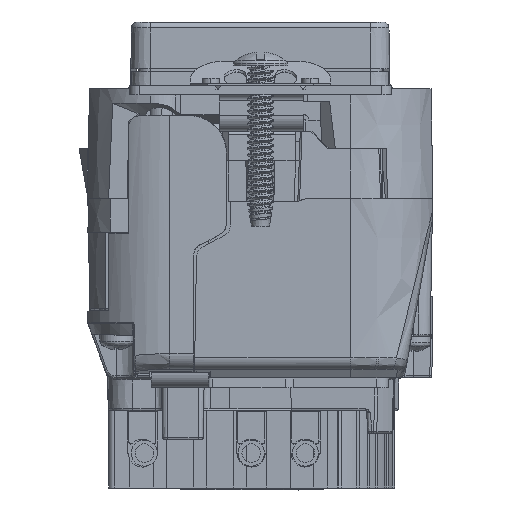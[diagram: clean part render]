
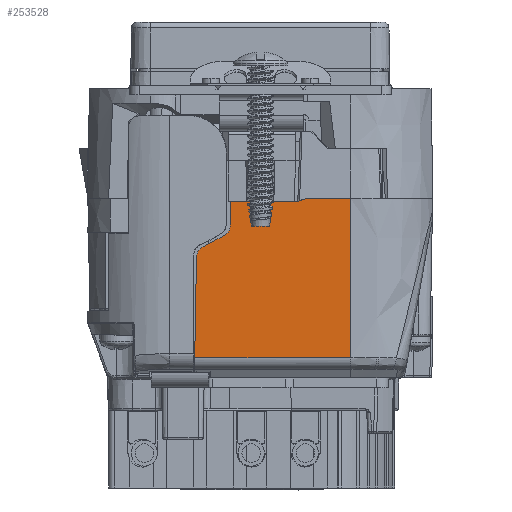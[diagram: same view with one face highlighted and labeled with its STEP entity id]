
A CAD part, front view. The second image highlights one B-rep face of the part: STEP entity #253528.
In plain terms, the highlighted planar face has unit normal (0, -1, -0.018).
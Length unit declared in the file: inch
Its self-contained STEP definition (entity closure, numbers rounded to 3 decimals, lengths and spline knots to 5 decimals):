
#1049 = EDGE_CURVE ( 'NONE', #10743, #24117, #249308, .T. ) ;
#9417 = EDGE_CURVE ( 'NONE', #134024, #130686, #132943, .T. ) ;
#10743 = VERTEX_POINT ( 'NONE', #12500 ) ;
#11133 = VECTOR ( 'NONE', #41609, 39.37008 ) ;
#11678 = CARTESIAN_POINT ( 'NONE',  ( 1.45259, 0.82303, 2.83722 ) ) ;
#12500 = CARTESIAN_POINT ( 'NONE',  ( 1.11005, 0.82303, 2.83722 ) ) ;
#13494 = VECTOR ( 'NONE', #64096, 39.37008 ) ;
#24117 = VERTEX_POINT ( 'NONE', #221959 ) ;
#25535 = CARTESIAN_POINT ( 'NONE',  ( 1.01276, 0.8267, 2.62732 ) ) ;
#31822 = CARTESIAN_POINT ( 'NONE',  ( 0.93921, 0.82793, 2.55689 ) ) ;
#32506 = CARTESIAN_POINT ( 'NONE',  ( 1.71207, 0.83673, 2.05274 ) ) ;
#33363 = CARTESIAN_POINT ( 'NONE',  ( 1.7124, 0.83673, 2.05274 ) ) ;
#34942 = ORIENTED_EDGE ( 'NONE', *, *, #95914, .T. ) ;
#36378 = CARTESIAN_POINT ( 'NONE',  ( 1.71305, 0.83673, 2.05274 ) ) ;
#36438 = LINE ( 'NONE', #189046, #107134 ) ;
#39087 = DIRECTION ( 'NONE',  ( 0., -0.017, 1. ) ) ;
#40793 = EDGE_CURVE ( 'NONE', #24117, #96441, #229180, .T. ) ;
#41609 = DIRECTION ( 'NONE',  ( -1., 0., 0. ) ) ;
#49775 = VERTEX_POINT ( 'NONE', #36378 ) ;
#52282 = CARTESIAN_POINT ( 'NONE',  ( 1.71273, 0.83673, 2.05274 ) ) ;
#54687 = VERTEX_POINT ( 'NONE', #11678 ) ;
#61273 = ORIENTED_EDGE ( 'NONE', *, *, #176421, .T. ) ;
#61427 = CARTESIAN_POINT ( 'NONE',  ( 1.71305, 0.82277, 2.85222 ) ) ;
#61645 = CARTESIAN_POINT ( 'NONE',  ( 1.04888, 0.82636, 2.64701 ) ) ;
#63349 = CARTESIAN_POINT ( 'NONE',  ( 1.71205, 0.83673, 2.05274 ) ) ;
#64096 = DIRECTION ( 'NONE',  ( 1., 0., 0. ) ) ;
#65888 = CARTESIAN_POINT ( 'NONE',  ( 1.11005, 0.82277, 2.85222 ) ) ;
#68288 = CARTESIAN_POINT ( 'NONE',  ( 1.45266, 0.82303, 2.83765 ) ) ;
#70356 = CARTESIAN_POINT ( 'NONE',  ( 1.71205, 0.83673, 2.05274 ) ) ;
#70674 = CARTESIAN_POINT ( 'NONE',  ( 0.97509, 0.82699, 2.61079 ) ) ;
#73227 = CARTESIAN_POINT ( 'NONE',  ( 0.93921, 0.82793, 2.55689 ) ) ;
#77498 = ORIENTED_EDGE ( 'NONE', *, *, #127393, .T. ) ;
#80781 = VECTOR ( 'NONE', #204328, 39.37008 ) ;
#82569 = VERTEX_POINT ( 'NONE', #63349 ) ;
#83784 = CARTESIAN_POINT ( 'NONE',  ( 1.45288, 0.823, 2.83907 ) ) ;
#88085 = CARTESIAN_POINT ( 'NONE',  ( 1.45288, 0.823, 2.83907 ) ) ;
#88348 = EDGE_CURVE ( 'NONE', #82569, #49775, #197618, .T. ) ;
#88918 = CARTESIAN_POINT ( 'NONE',  ( 1.45282, 0.82301, 2.83868 ) ) ;
#90100 = AXIS2_PLACEMENT_3D ( 'NONE', #218688, #216165, #236692 ) ;
#90691 = CARTESIAN_POINT ( 'NONE',  ( 0.93041, 0.83673, 2.05274 ) ) ;
#95914 = EDGE_CURVE ( 'NONE', #194289, #115431, #182378, .T. ) ;
#96441 = VERTEX_POINT ( 'NONE', #181678 ) ;
#96953 = PLANE ( 'NONE',  #90100 ) ;
#107134 = VECTOR ( 'NONE', #112521, 39.37008 ) ;
#112521 = DIRECTION ( 'NONE',  ( -1., 0., 0. ) ) ;
#114545 = CARTESIAN_POINT ( 'NONE',  ( 1.11005, 0.82509, 2.71975 ) ) ;
#115431 = VERTEX_POINT ( 'NONE', #90691 ) ;
#124175 = ORIENTED_EDGE ( 'NONE', *, *, #9417, .T. ) ;
#127393 = EDGE_CURVE ( 'NONE', #115431, #82569, #157965, .T. ) ;
#127878 = CARTESIAN_POINT ( 'NONE',  ( 1.71305, 0.83673, 2.05274 ) ) ;
#128712 = CARTESIAN_POINT ( 'NONE',  ( 1.71206, 0.83673, 2.05274 ) ) ;
#130682 = VERTEX_POINT ( 'NONE', #61427 ) ;
#130686 = VERTEX_POINT ( 'NONE', #83784 ) ;
#132943 = LINE ( 'NONE', #145165, #80781 ) ;
#133495 = CARTESIAN_POINT ( 'NONE',  ( 1.11005, 0.82544, 2.69919 ) ) ;
#134024 = VERTEX_POINT ( 'NONE', #243321 ) ;
#135176 = CARTESIAN_POINT ( 'NONE',  ( 1.08318, 0.82596, 2.66972 ) ) ;
#136134 = EDGE_LOOP ( 'NONE', ( #34942, #77498, #139253, #164761, #225987, #124175, #230335, #61273, #233540, #159856, #240254, #164481 ) ) ;
#136153 = CARTESIAN_POINT ( 'NONE',  ( 1.71305, 0.82277, 2.85222 ) ) ;
#137261 = CARTESIAN_POINT ( 'NONE',  ( 0.97509, 0.82699, 2.61079 ) ) ;
#138907 = VECTOR ( 'NONE', #245999, 39.37008 ) ;
#139253 = ORIENTED_EDGE ( 'NONE', *, *, #88348, .T. ) ;
#141245 = CARTESIAN_POINT ( 'NONE',  ( 1.71305, 0.82303, 2.83722 ) ) ;
#141776 = VECTOR ( 'NONE', #39087, 39.37008 ) ;
#142297 = EDGE_CURVE ( 'NONE', #228269, #96441, #142652, .T. ) ;
#142652 =( BOUNDED_CURVE ( )  B_SPLINE_CURVE ( 3, ( #137261, #25535, #61645, #220381 ),
 .UNSPECIFIED., .F., .F. ) 
 B_SPLINE_CURVE_WITH_KNOTS ( ( 4, 4 ),
 ( 3.55508, 3.72651 ),
 .UNSPECIFIED. ) 
 CURVE ( )  GEOMETRIC_REPRESENTATION_ITEM ( )  RATIONAL_B_SPLINE_CURVE ( ( 1., 0.998, 0.998, 1. ) ) 
 REPRESENTATION_ITEM ( '' )  );
#145165 = CARTESIAN_POINT ( 'NONE',  ( 1.49491, 0.82274, 2.85437 ) ) ;
#151542 = VECTOR ( 'NONE', #219433, 39.37008 ) ;
#155462 = EDGE_CURVE ( 'NONE', #130686, #54687, #200868, .T. ) ;
#155575 = CARTESIAN_POINT ( 'NONE',  ( 0.97509, 0.82699, 2.61079 ) ) ;
#157642 = EDGE_CURVE ( 'NONE', #130682, #134024, #36438, .T. ) ;
#157965 = LINE ( 'NONE', #162140, #13494 ) ;
#159856 = ORIENTED_EDGE ( 'NONE', *, *, #40793, .T. ) ;
#162140 = CARTESIAN_POINT ( 'NONE',  ( 1.71305, 0.83673, 2.05274 ) ) ;
#164481 = ORIENTED_EDGE ( 'NONE', *, *, #204619, .T. ) ;
#164723 = LINE ( 'NONE', #141245, #11133 ) ;
#164761 = ORIENTED_EDGE ( 'NONE', *, *, #169103, .T. ) ;
#169103 = EDGE_CURVE ( 'NONE', #49775, #130682, #200091, .T. ) ;
#176421 = EDGE_CURVE ( 'NONE', #54687, #10743, #164723, .T. ) ;
#181678 = CARTESIAN_POINT ( 'NONE',  ( 1.08318, 0.82596, 2.66972 ) ) ;
#182378 = LINE ( 'NONE', #198920, #151542 ) ;
#183495 = CARTESIAN_POINT ( 'NONE',  ( 1.45259, 0.82303, 2.83722 ) ) ;
#189046 = CARTESIAN_POINT ( 'NONE',  ( 1.71305, 0.82277, 2.85222 ) ) ;
#190852 = CARTESIAN_POINT ( 'NONE',  ( 0.93963, 0.82751, 2.58101 ) ) ;
#194289 = VERTEX_POINT ( 'NONE', #31822 ) ;
#197618 = B_SPLINE_CURVE_WITH_KNOTS ( 'NONE', 3,
 ( #70356, #128712, #32506, #245356, #33363, #52282, #127878 ),
 .UNSPECIFIED., .F., .F.,
 ( 4, 3, 4 ),
 ( 0., 0., 0.00003 ),
 .UNSPECIFIED. ) ;
#198920 = CARTESIAN_POINT ( 'NONE',  ( 0.92948, 0.83766, 1.99949 ) ) ;
#200091 = LINE ( 'NONE', #136153, #141776 ) ;
#200868 = B_SPLINE_CURVE_WITH_KNOTS ( 'NONE', 3,
 ( #88085, #88918, #68288, #183495 ),
 .UNSPECIFIED., .F., .F.,
 ( 4, 4 ),
 ( 0., 1. ),
 .UNSPECIFIED. ) ;
#204328 = DIRECTION ( 'NONE',  ( -0.94, 0.006, -0.342 ) ) ;
#204619 = EDGE_CURVE ( 'NONE', #228269, #194289, #245491, .T. ) ;
#207980 = CARTESIAN_POINT ( 'NONE',  ( 0.953, 0.82716, 2.60109 ) ) ;
#216165 = DIRECTION ( 'NONE',  ( 0., -1., -0.017 ) ) ;
#218688 = CARTESIAN_POINT ( 'NONE',  ( 1.71305, 0.82277, 2.85222 ) ) ;
#219433 = DIRECTION ( 'NONE',  ( -0.017, 0.017, -1. ) ) ;
#220381 = CARTESIAN_POINT ( 'NONE',  ( 1.08318, 0.82596, 2.66972 ) ) ;
#221959 = CARTESIAN_POINT ( 'NONE',  ( 1.11005, 0.82509, 2.71975 ) ) ;
#222774 = FACE_OUTER_BOUND ( 'NONE', #136134, .T. ) ;
#225987 = ORIENTED_EDGE ( 'NONE', *, *, #157642, .T. ) ;
#228269 = VERTEX_POINT ( 'NONE', #155575 ) ;
#229180 =( BOUNDED_CURVE ( )  B_SPLINE_CURVE ( 3, ( #114545, #133495, #229602, #135176 ),
 .UNSPECIFIED., .F., .F. ) 
 B_SPLINE_CURVE_WITH_KNOTS ( ( 4, 4 ),
 ( 1.5708, 2.55667 ),
 .UNSPECIFIED. ) 
 CURVE ( )  GEOMETRIC_REPRESENTATION_ITEM ( )  RATIONAL_B_SPLINE_CURVE ( ( 1., 0.921, 0.921, 1. ) ) 
 REPRESENTATION_ITEM ( '' )  );
#229602 = CARTESIAN_POINT ( 'NONE',  ( 1.10032, 0.82576, 2.68108 ) ) ;
#230335 = ORIENTED_EDGE ( 'NONE', *, *, #155462, .T. ) ;
#233540 = ORIENTED_EDGE ( 'NONE', *, *, #1049, .T. ) ;
#236692 = DIRECTION ( 'NONE',  ( 0., 0.017, -1. ) ) ;
#240254 = ORIENTED_EDGE ( 'NONE', *, *, #142297, .F. ) ;
#243321 = CARTESIAN_POINT ( 'NONE',  ( 1.48901, 0.82277, 2.85222 ) ) ;
#245356 = CARTESIAN_POINT ( 'NONE',  ( 1.71207, 0.83673, 2.05274 ) ) ;
#245491 =( BOUNDED_CURVE ( )  B_SPLINE_CURVE ( 3, ( #70674, #207980, #190852, #73227 ),
 .UNSPECIFIED., .F., .T. ) 
 B_SPLINE_CURVE_WITH_KNOTS ( ( 4, 4 ),
 ( 0.41348, 1.55334 ),
 .UNSPECIFIED. ) 
 CURVE ( )  GEOMETRIC_REPRESENTATION_ITEM ( )  RATIONAL_B_SPLINE_CURVE ( ( 1., 0.895, 0.895, 1. ) ) 
 REPRESENTATION_ITEM ( '' )  );
#245999 = DIRECTION ( 'NONE',  ( 0., 0.017, -1. ) ) ;
#249308 = LINE ( 'NONE', #65888, #138907 ) ;
#253528 = ADVANCED_FACE ( 'NONE', ( #222774 ), #96953, .T. ) ;
